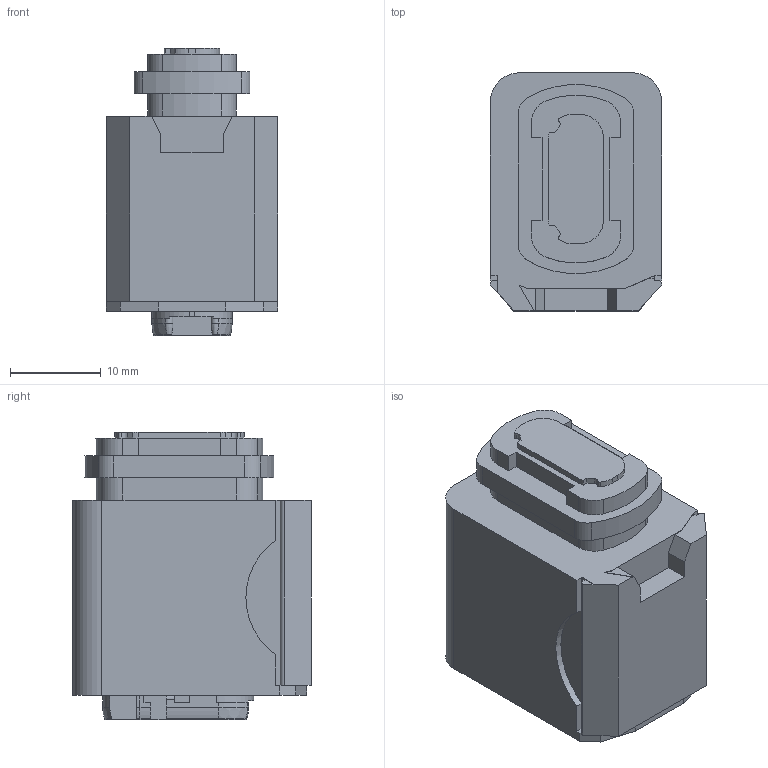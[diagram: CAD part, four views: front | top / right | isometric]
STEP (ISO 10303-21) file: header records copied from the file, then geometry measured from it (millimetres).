
FILE_DESCRIPTION(/* description */ (''),/* implementation_level */ '2;1');
FILE_NAME(/* name */ '33253267.stp',/* time_stamp */ '2024-01-26T15:09:08+08:00',/* author */ (''),/* organization */ (''),/* preprocessor_version */ 'ST-DEVELOPER v16',/* originating_system */ 'SIEMENS PLM Software NX 11.0',/* authorisation */ '');
FILE_SCHEMA (('AUTOMOTIVE_DESIGN { 1 0 10303 214 3 1 1 1 }'));
Length unit declared in the file: millimetre
Products named in the file (1): 33253267-ENV10_01-CONN
Bounding box: 18.99 x 26.3 x 31.75 mm (x, y, z)
Volume: 9753.5 mm3; surface area: 6111.2 mm2
Topology: 1 solids, 1 shells, 380 faces, 1054 edges, 689 vertices
Faces by surface type: plane 284, cylinder 76, cone 12, bspline 8
Entity records: 12160 total; most frequent: CARTESIAN_POINT 2298, ORIENTED_EDGE 2108, DIRECTION 1982, EDGE_CURVE 1054, LINE 836, VECTOR 836, VERTEX_POINT 689, AXIS2_PLACEMENT_3D 573
